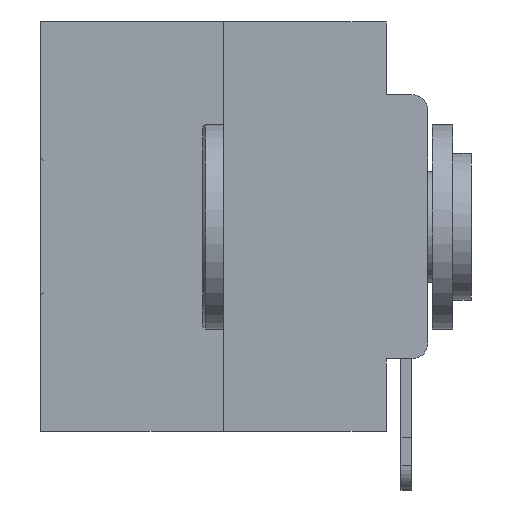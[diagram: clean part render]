
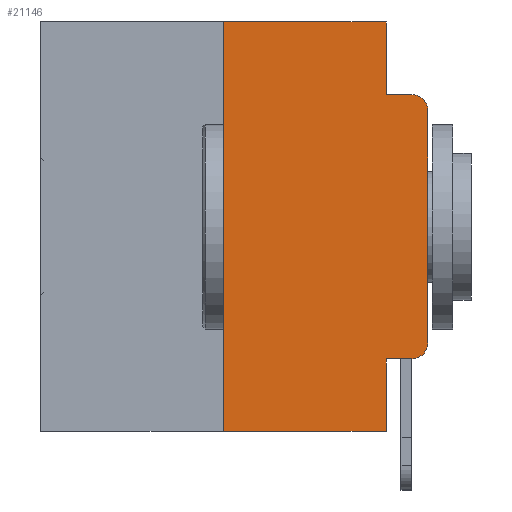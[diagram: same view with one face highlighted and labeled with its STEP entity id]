
A CAD part, left-side view. The second image highlights one B-rep face of the part: STEP entity #21146.
In plain terms, the highlighted planar face has unit normal (-1, 0, 0).
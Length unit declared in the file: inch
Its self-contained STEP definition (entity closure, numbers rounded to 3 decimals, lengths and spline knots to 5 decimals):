
#137 = CARTESIAN_POINT ( 'NONE',  ( 0., 0.02, -0.3915 ) ) ;
#1051 = VERTEX_POINT ( 'NONE', #29273 ) ;
#2306 = FACE_OUTER_BOUND ( 'NONE', #13570, .T. ) ;
#2359 = LINE ( 'NONE', #24762, #14208 ) ;
#2719 = AXIS2_PLACEMENT_3D ( 'NONE', #18427, #3797, #20723 ) ;
#2886 = DIRECTION ( 'NONE',  ( 0., 0., -1. ) ) ;
#3191 = DIRECTION ( 'NONE',  ( 0., -1., 0. ) ) ;
#3397 = CARTESIAN_POINT ( 'NONE',  ( 0., 0., 0. ) ) ;
#3492 = LINE ( 'NONE', #13491, #28207 ) ;
#3797 = DIRECTION ( 'NONE',  ( -1., 0., 0. ) ) ;
#4083 = VERTEX_POINT ( 'NONE', #13485 ) ;
#4166 = EDGE_CURVE ( 'NONE', #7093, #9082, #13324, .T. ) ;
#6819 = CARTESIAN_POINT ( 'NONE',  ( 0., 0.02, -0.0885 ) ) ;
#7093 = VERTEX_POINT ( 'NONE', #9185 ) ;
#7255 = DIRECTION ( 'NONE',  ( 0., -1., 0. ) ) ;
#7274 = ORIENTED_EDGE ( 'NONE', *, *, #28736, .T. ) ;
#7576 = EDGE_CURVE ( 'NONE', #1051, #14753, #3492, .T. ) ;
#7672 = CARTESIAN_POINT ( 'NONE',  ( 0., 0.02, -0.4115 ) ) ;
#8839 = CARTESIAN_POINT ( 'NONE',  ( 0., 0.25, 0. ) ) ;
#9082 = VERTEX_POINT ( 'NONE', #22362 ) ;
#9185 = CARTESIAN_POINT ( 'NONE',  ( 0., 0.25, -0.5 ) ) ;
#9198 = AXIS2_PLACEMENT_3D ( 'NONE', #9355, #25822, #11832 ) ;
#9355 = CARTESIAN_POINT ( 'NONE',  ( 0., 0.473, 0. ) ) ;
#9467 = VECTOR ( 'NONE', #7255, 39.37008 ) ;
#9541 = VECTOR ( 'NONE', #20367, 39.37008 ) ;
#10761 = ORIENTED_EDGE ( 'NONE', *, *, #21851, .F. ) ;
#11045 = LINE ( 'NONE', #18609, #22827 ) ;
#11832 = DIRECTION ( 'NONE',  ( 0., 0., -1. ) ) ;
#11898 = CARTESIAN_POINT ( 'NONE',  ( 0., 0.051, 0. ) ) ;
#12304 = ORIENTED_EDGE ( 'NONE', *, *, #21798, .T. ) ;
#12561 = EDGE_CURVE ( 'NONE', #14753, #23789, #11045, .T. ) ;
#13324 = LINE ( 'NONE', #8839, #31034 ) ;
#13485 = CARTESIAN_POINT ( 'NONE',  ( 0., 0., -0.3915 ) ) ;
#13491 = CARTESIAN_POINT ( 'NONE',  ( 0., 0.051, 0. ) ) ;
#13570 = EDGE_LOOP ( 'NONE', ( #14239, #26527, #15711, #21781, #10761, #29434, #12304, #18575, #7274, #20003 ) ) ;
#14208 = VECTOR ( 'NONE', #3191, 39.37008 ) ;
#14215 = EDGE_CURVE ( 'NONE', #17716, #23789, #28553, .T. ) ;
#14222 = PLANE ( 'NONE',  #9198 ) ;
#14239 = ORIENTED_EDGE ( 'NONE', *, *, #20382, .T. ) ;
#14753 = VERTEX_POINT ( 'NONE', #28263 ) ;
#15227 = LINE ( 'NONE', #19420, #15959 ) ;
#15711 = ORIENTED_EDGE ( 'NONE', *, *, #12561, .F. ) ;
#15959 = VECTOR ( 'NONE', #21715, 39.37008 ) ;
#17656 = DIRECTION ( 'NONE',  ( -1., 0., 0. ) ) ;
#17716 = VERTEX_POINT ( 'NONE', #27316 ) ;
#18427 = CARTESIAN_POINT ( 'NONE',  ( 0., 0.02, -0.1085 ) ) ;
#18575 = ORIENTED_EDGE ( 'NONE', *, *, #30266, .F. ) ;
#18609 = CARTESIAN_POINT ( 'NONE',  ( 0., 0.051, -0.0885 ) ) ;
#19420 = CARTESIAN_POINT ( 'NONE',  ( 0., 0.473, 0. ) ) ;
#20003 = ORIENTED_EDGE ( 'NONE', *, *, #20964, .T. ) ;
#20356 = VERTEX_POINT ( 'NONE', #24945 ) ;
#20367 = DIRECTION ( 'NONE',  ( 0., 0., 1. ) ) ;
#20382 = EDGE_CURVE ( 'NONE', #4083, #17716, #22116, .T. ) ;
#20596 = VECTOR ( 'NONE', #21419, 39.37008 ) ;
#20723 = DIRECTION ( 'NONE',  ( 0., 0., -1. ) ) ;
#20964 = EDGE_CURVE ( 'NONE', #25775, #4083, #21357, .T. ) ;
#21146 = ADVANCED_FACE ( 'NONE', ( #2306 ), #14222, .F. ) ;
#21357 = CIRCLE ( 'NONE', #22489, 0.02 ) ;
#21419 = DIRECTION ( 'NONE',  ( 0., 0., -1. ) ) ;
#21517 = CARTESIAN_POINT ( 'NONE',  ( 0., 0.473, -0.5 ) ) ;
#21715 = DIRECTION ( 'NONE',  ( 0., -1., 0. ) ) ;
#21781 = ORIENTED_EDGE ( 'NONE', *, *, #7576, .F. ) ;
#21798 = EDGE_CURVE ( 'NONE', #7093, #20356, #28249, .T. ) ;
#21851 = EDGE_CURVE ( 'NONE', #9082, #1051, #15227, .T. ) ;
#22116 = LINE ( 'NONE', #3397, #9541 ) ;
#22362 = CARTESIAN_POINT ( 'NONE',  ( 0., 0.25, 0. ) ) ;
#22489 = AXIS2_PLACEMENT_3D ( 'NONE', #137, #17656, #2886 ) ;
#22704 = CARTESIAN_POINT ( 'NONE',  ( 0., 0.051, -0.4115 ) ) ;
#22827 = VECTOR ( 'NONE', #25687, 39.37008 ) ;
#23789 = VERTEX_POINT ( 'NONE', #6819 ) ;
#24762 = CARTESIAN_POINT ( 'NONE',  ( 0., 0.051, -0.4115 ) ) ;
#24945 = CARTESIAN_POINT ( 'NONE',  ( 0., 0.051, -0.5 ) ) ;
#25687 = DIRECTION ( 'NONE',  ( 0., -1., 0. ) ) ;
#25775 = VERTEX_POINT ( 'NONE', #7672 ) ;
#25822 = DIRECTION ( 'NONE',  ( 1., 0., 0. ) ) ;
#26527 = ORIENTED_EDGE ( 'NONE', *, *, #14215, .T. ) ;
#27316 = CARTESIAN_POINT ( 'NONE',  ( 0., 0., -0.1085 ) ) ;
#27519 = LINE ( 'NONE', #11898, #20596 ) ;
#28207 = VECTOR ( 'NONE', #29698, 39.37008 ) ;
#28249 = LINE ( 'NONE', #21517, #9467 ) ;
#28263 = CARTESIAN_POINT ( 'NONE',  ( 0., 0.051, -0.0885 ) ) ;
#28553 = CIRCLE ( 'NONE', #2719, 0.02 ) ;
#28736 = EDGE_CURVE ( 'NONE', #29559, #25775, #2359, .T. ) ;
#29273 = CARTESIAN_POINT ( 'NONE',  ( 0., 0.051, 0. ) ) ;
#29434 = ORIENTED_EDGE ( 'NONE', *, *, #4166, .F. ) ;
#29559 = VERTEX_POINT ( 'NONE', #22704 ) ;
#29698 = DIRECTION ( 'NONE',  ( 0., 0., -1. ) ) ;
#29898 = DIRECTION ( 'NONE',  ( 0., 0., 1. ) ) ;
#30266 = EDGE_CURVE ( 'NONE', #29559, #20356, #27519, .T. ) ;
#31034 = VECTOR ( 'NONE', #29898, 39.37008 ) ;
